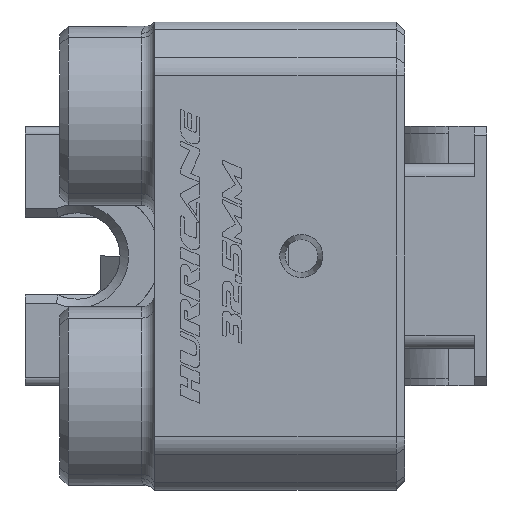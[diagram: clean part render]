
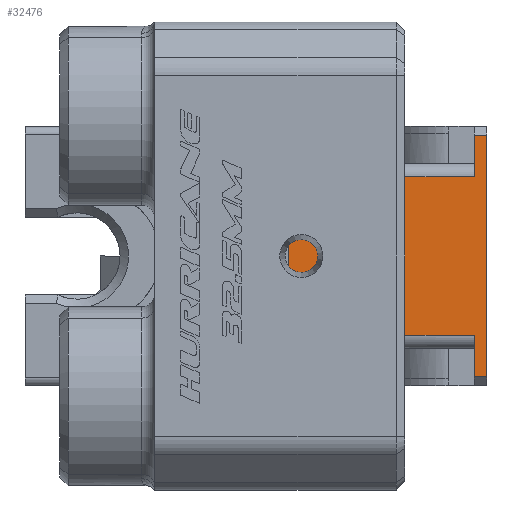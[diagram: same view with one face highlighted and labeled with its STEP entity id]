
A CAD part, left-side view. The second image highlights one B-rep face of the part: STEP entity #32476.
In plain terms, the highlighted planar face has unit normal (-1, 0, 0).
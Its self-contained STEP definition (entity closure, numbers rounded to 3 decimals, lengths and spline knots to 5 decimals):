
#275=B_SPLINE_CURVE_WITH_KNOTS('',3,(#44161,#44162,#44163,#44164),
 .UNSPECIFIED.,.F.,.F.,(4,4),(0.,0.00706),.UNSPECIFIED.);
#276=B_SPLINE_CURVE_WITH_KNOTS('',3,(#44168,#44169,#44170,#44171,#44172),
 .UNSPECIFIED.,.F.,.F.,(4,1,4),(0.,0.00353,0.00706),
 .UNSPECIFIED.);
#1419=ORIENTED_EDGE('',*,*,#11205,.T.);
#1420=ORIENTED_EDGE('',*,*,#11279,.F.);
#1421=ORIENTED_EDGE('',*,*,#11280,.T.);
#1422=ORIENTED_EDGE('',*,*,#11281,.F.);
#1423=ORIENTED_EDGE('',*,*,#11282,.T.);
#1424=ORIENTED_EDGE('',*,*,#11283,.F.);
#1425=ORIENTED_EDGE('',*,*,#11199,.T.);
#1426=ORIENTED_EDGE('',*,*,#11284,.T.);
#1427=ORIENTED_EDGE('',*,*,#11228,.F.);
#1428=ORIENTED_EDGE('',*,*,#11225,.T.);
#1429=ORIENTED_EDGE('',*,*,#11285,.T.);
#1430=ORIENTED_EDGE('',*,*,#11286,.F.);
#1431=ORIENTED_EDGE('',*,*,#11287,.T.);
#1432=ORIENTED_EDGE('',*,*,#11288,.F.);
#1433=ORIENTED_EDGE('',*,*,#11289,.T.);
#1434=ORIENTED_EDGE('',*,*,#11290,.T.);
#1435=ORIENTED_EDGE('',*,*,#11291,.T.);
#1436=ORIENTED_EDGE('',*,*,#11218,.T.);
#1437=ORIENTED_EDGE('',*,*,#11222,.T.);
#1438=ORIENTED_EDGE('',*,*,#11292,.T.);
#11199=EDGE_CURVE('',#16135,#16136,#19415,.T.);
#11205=EDGE_CURVE('',#16142,#16141,#19418,.T.);
#11218=EDGE_CURVE('',#16152,#16151,#19428,.T.);
#11222=EDGE_CURVE('',#16151,#16154,#19432,.T.);
#11225=EDGE_CURVE('',#16157,#16156,#19435,.T.);
#11228=EDGE_CURVE('',#16157,#16158,#19438,.T.);
#11279=EDGE_CURVE('',#16205,#16141,#19462,.T.);
#11280=EDGE_CURVE('',#16205,#16206,#19463,.T.);
#11281=EDGE_CURVE('',#16207,#16206,#19464,.T.);
#11282=EDGE_CURVE('',#16207,#16208,#19465,.T.);
#11283=EDGE_CURVE('',#16135,#16208,#19466,.T.);
#11284=EDGE_CURVE('',#16136,#16158,#19467,.T.);
#11285=EDGE_CURVE('',#16156,#16209,#19468,.T.);
#11286=EDGE_CURVE('',#16210,#16209,#19469,.T.);
#11287=EDGE_CURVE('',#16210,#16211,#275,.T.);
#11288=EDGE_CURVE('',#16212,#16211,#19470,.T.);
#11289=EDGE_CURVE('',#16212,#16213,#276,.T.);
#11290=EDGE_CURVE('',#16213,#16214,#19471,.T.);
#11291=EDGE_CURVE('',#16214,#16152,#19472,.T.);
#11292=EDGE_CURVE('',#16154,#16142,#19473,.T.);
#16135=VERTEX_POINT('',#43977);
#16136=VERTEX_POINT('',#43978);
#16141=VERTEX_POINT('',#43989);
#16142=VERTEX_POINT('',#43991);
#16151=VERTEX_POINT('',#44021);
#16152=VERTEX_POINT('',#44023);
#16154=VERTEX_POINT('',#44029);
#16156=VERTEX_POINT('',#44035);
#16157=VERTEX_POINT('',#44037);
#16158=VERTEX_POINT('',#44041);
#16205=VERTEX_POINT('',#44148);
#16206=VERTEX_POINT('',#44150);
#16207=VERTEX_POINT('',#44152);
#16208=VERTEX_POINT('',#44154);
#16209=VERTEX_POINT('',#44158);
#16210=VERTEX_POINT('',#44160);
#16211=VERTEX_POINT('',#44165);
#16212=VERTEX_POINT('',#44167);
#16213=VERTEX_POINT('',#44173);
#16214=VERTEX_POINT('',#44175);
#19415=LINE('',#43976,#23452);
#19418=LINE('',#43990,#23455);
#19428=LINE('',#44022,#23465);
#19432=LINE('',#44030,#23469);
#19435=LINE('',#44036,#23472);
#19438=LINE('',#44042,#23475);
#19462=LINE('',#44147,#23499);
#19463=LINE('',#44149,#23500);
#19464=LINE('',#44151,#23501);
#19465=LINE('',#44153,#23502);
#19466=LINE('',#44155,#23503);
#19467=LINE('',#44156,#23504);
#19468=LINE('',#44157,#23505);
#19469=LINE('',#44159,#23506);
#19470=LINE('',#44166,#23507);
#19471=LINE('',#44174,#23508);
#19472=LINE('',#44176,#23509);
#19473=LINE('',#44177,#23510);
#23452=VECTOR('',#36131,1.);
#23455=VECTOR('',#36142,1.);
#23465=VECTOR('',#36160,1.);
#23469=VECTOR('',#36166,1.);
#23472=VECTOR('',#36171,1.);
#23475=VECTOR('',#36176,1.);
#23499=VECTOR('',#36254,1.);
#23500=VECTOR('',#36255,1.);
#23501=VECTOR('',#36256,1.);
#23502=VECTOR('',#36257,1.);
#23503=VECTOR('',#36258,1.);
#23504=VECTOR('',#36259,1.);
#23505=VECTOR('',#36260,1.);
#23506=VECTOR('',#36261,1.);
#23507=VECTOR('',#36262,1.);
#23508=VECTOR('',#36263,1.);
#23509=VECTOR('',#36264,1.);
#23510=VECTOR('',#36265,1.);
#27482=EDGE_LOOP('',(#1419,#1420,#1421,#1422,#1423,#1424,#1425,#1426,#1427,
#1428,#1429,#1430,#1431,#1432,#1433,#1434,#1435,#1436,#1437,#1438));
#29314=FACE_BOUND('',#27482,.T.);
#31144=PLANE('',#34245);
#32476=ADVANCED_FACE('',(#29314),#31144,.F.);
#34245=AXIS2_PLACEMENT_3D('',#44146,#36252,#36253);
#36131=DIRECTION('',(0.,1.,0.));
#36142=DIRECTION('',(0.,-1.,0.));
#36160=DIRECTION('',(0.,1.,0.));
#36166=DIRECTION('',(0.,0.,1.));
#36171=DIRECTION('',(0.,-1.,0.));
#36176=DIRECTION('',(0.,0.,-1.));
#36252=DIRECTION('',(1.,0.,0.));
#36253=DIRECTION('',(0.,0.,-1.));
#36254=DIRECTION('',(0.,0.,1.));
#36255=DIRECTION('',(0.,-1.,0.));
#36256=DIRECTION('',(0.,0.,-1.));
#36257=DIRECTION('',(0.,1.,0.));
#36258=DIRECTION('',(0.,0.,1.));
#36259=DIRECTION('',(0.,0.5,0.866));
#36260=DIRECTION('',(0.,0.,1.));
#36261=DIRECTION('',(0.,-1.,0.));
#36262=DIRECTION('',(0.,0.,1.));
#36263=DIRECTION('',(0.,-1.,0.));
#36264=DIRECTION('',(0.,0.,1.));
#36265=DIRECTION('',(0.,-0.5,0.866));
#43976=CARTESIAN_POINT('',(0.0075,0.00402,0.0092));
#43977=CARTESIAN_POINT('',(0.0075,-0.01004,0.0092));
#43978=CARTESIAN_POINT('',(0.0075,0.00315,0.0092));
#43989=CARTESIAN_POINT('',(0.0075,-0.01004,-0.0092));
#43990=CARTESIAN_POINT('',(0.0075,-0.01004,-0.0092));
#43991=CARTESIAN_POINT('',(0.0075,0.00315,-0.0092));
#44021=CARTESIAN_POINT('',(0.0075,0.00488,-0.0142));
#44022=CARTESIAN_POINT('',(0.0075,0.,-0.0142));
#44023=CARTESIAN_POINT('',(0.0075,-0.002,-0.0142));
#44029=CARTESIAN_POINT('',(0.0075,0.00488,-0.0122));
#44030=CARTESIAN_POINT('',(0.0075,0.00488,0.));
#44035=CARTESIAN_POINT('',(0.0075,-0.002,0.0142));
#44036=CARTESIAN_POINT('',(0.0075,0.07493,0.0142));
#44037=CARTESIAN_POINT('',(0.0075,0.00488,0.0142));
#44041=CARTESIAN_POINT('',(0.0075,0.00488,0.0122));
#44042=CARTESIAN_POINT('',(0.0075,0.00488,0.));
#44146=CARTESIAN_POINT('',(0.0075,0.07493,0.));
#44147=CARTESIAN_POINT('',(0.0075,-0.01004,0.03137));
#44148=CARTESIAN_POINT('',(0.0075,-0.01004,-0.014));
#44149=CARTESIAN_POINT('',(0.0075,-0.0115,-0.014));
#44150=CARTESIAN_POINT('',(0.0075,-0.0115,-0.014));
#44151=CARTESIAN_POINT('',(0.0075,-0.0115,0.03));
#44152=CARTESIAN_POINT('',(0.0075,-0.0115,0.014));
#44153=CARTESIAN_POINT('',(0.0075,0.07577,0.014));
#44154=CARTESIAN_POINT('',(0.0075,-0.01004,0.014));
#44155=CARTESIAN_POINT('',(0.0075,-0.01004,0.));
#44156=CARTESIAN_POINT('',(0.0075,0.01711,0.03338));
#44157=CARTESIAN_POINT('',(0.0075,-0.002,0.));
#44158=CARTESIAN_POINT('',(0.0075,-0.002,0.01625));
#44159=CARTESIAN_POINT('',(0.0075,0.07493,0.01625));
#44160=CARTESIAN_POINT('',(0.0075,0.0135,0.01625));
#44161=CARTESIAN_POINT('',(0.0075,0.0135,0.01625));
#44162=CARTESIAN_POINT('',(0.0075,0.0135,0.01386));
#44163=CARTESIAN_POINT('',(0.0075,0.01264,0.0116));
#44164=CARTESIAN_POINT('',(0.0075,0.0115,0.00951));
#44165=CARTESIAN_POINT('',(0.0075,0.0115,0.00951));
#44166=CARTESIAN_POINT('',(0.0075,0.0115,0.));
#44167=CARTESIAN_POINT('',(0.0075,0.0115,-0.00951));
#44168=CARTESIAN_POINT('',(0.0075,0.0115,-0.00951));
#44169=CARTESIAN_POINT('',(0.0075,0.01207,-0.01055));
#44170=CARTESIAN_POINT('',(0.0075,0.01306,-0.01269));
#44171=CARTESIAN_POINT('',(0.0075,0.0135,-0.01505));
#44172=CARTESIAN_POINT('',(0.0075,0.0135,-0.01625));
#44173=CARTESIAN_POINT('',(0.0075,0.0135,-0.01625));
#44174=CARTESIAN_POINT('',(0.0075,0.07493,-0.01625));
#44175=CARTESIAN_POINT('',(0.0075,-0.002,-0.01625));
#44176=CARTESIAN_POINT('',(0.0075,-0.002,0.));
#44177=CARTESIAN_POINT('',(0.0075,0.01711,-0.03338));
